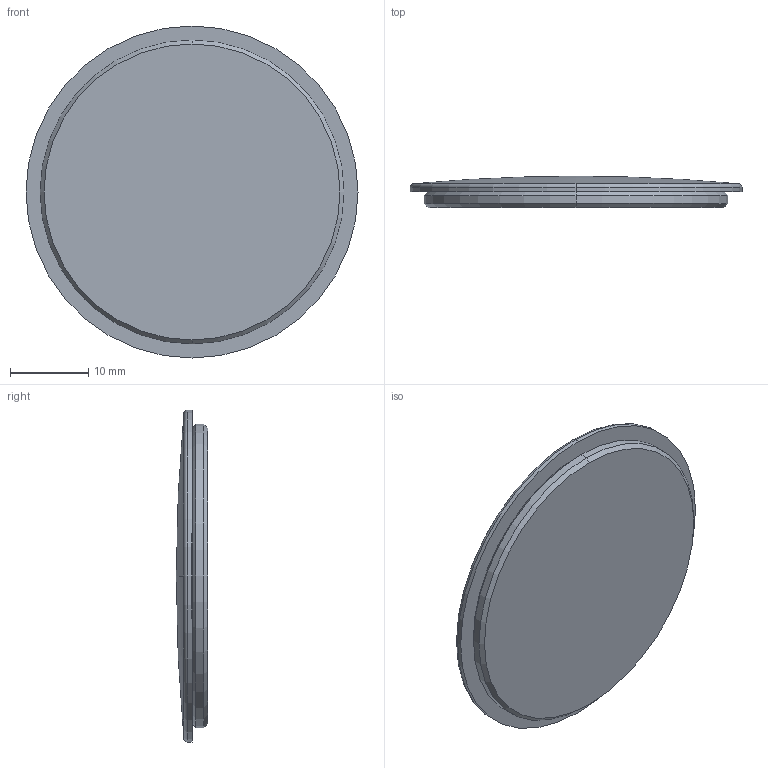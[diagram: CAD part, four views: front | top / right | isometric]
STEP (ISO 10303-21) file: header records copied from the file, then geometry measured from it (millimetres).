
FILE_DESCRIPTION (( 'STEP AP203' ), '1' );
FILE_NAME ('A-5728-242-C.STEP', '2023-01-12T10:33:30', ( '' ), ( '' ), 'SwSTEP 2.0', 'SolidWorks 2019', '' );
FILE_SCHEMA (( 'CONFIG_CONTROL_DESIGN' ));
Length unit declared in the file: millimetre
Products named in the file (1): A-5728-242-C
Bounding box: 42.4 x 4 x 42.4 mm (x, y, z)
Volume: 4447.3 mm3; surface area: 3229.3 mm2
Topology: 1 solids, 1 shells, 14 faces, 28 edges, 17 vertices
Faces by surface type: cylinder 4, cone 4, sphere 2, torus 2, plane 2
Entity records: 449 total; most frequent: DIRECTION 78, CARTESIAN_POINT 60, ORIENTED_EDGE 56, AXIS2_PLACEMENT_3D 35, EDGE_CURVE 28, CIRCLE 20, VERTEX_POINT 17, EDGE_LOOP 15
